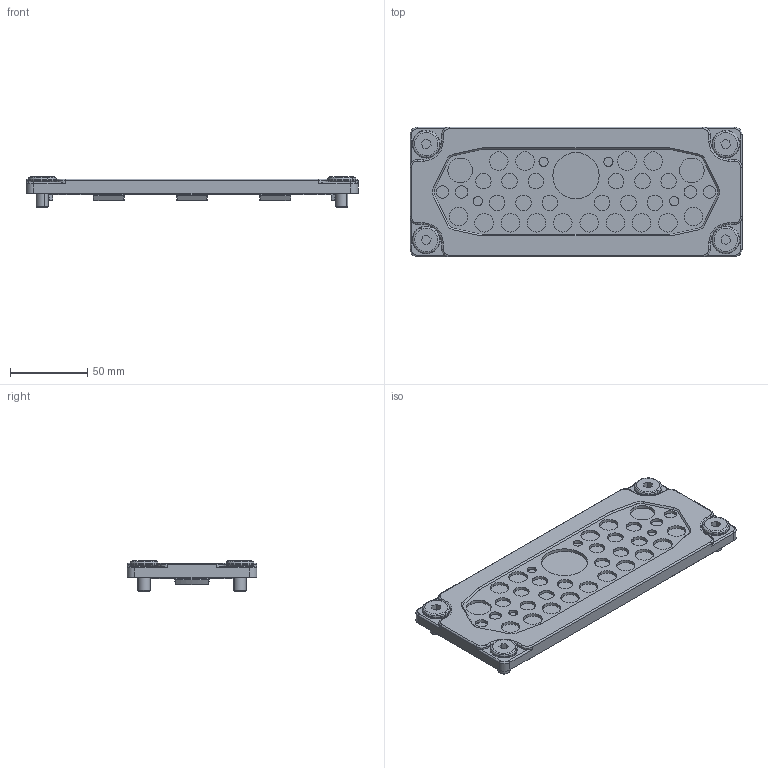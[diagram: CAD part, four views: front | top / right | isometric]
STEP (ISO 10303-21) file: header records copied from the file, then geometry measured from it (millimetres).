
FILE_DESCRIPTION((''),'2;1');
FILE_NAME('001338455_EH-TKC-36-S_ASM','2023-02-23T09:20:15',('klemen.sitar'),('Audax d.o.o.'),'CREO PARAMETRIC BY PTC INC, 2021304','CREO PARAMETRIC BY PTC INC, 2021304','');
FILE_SCHEMA(('AP242_MANAGED_MODEL_BASED_3D_ENGINEERING_MIM_LF { 1 0 10303 442 1 1 4 }'));
Length unit declared in the file: millimetre
Products named in the file (6): EH-TKC-36-S_1_2_3_4_5_6_7_1_1_1; EH-TKC-36-S_1_2_3_4_5_6_7_2_1_1; EH-TKC-36-S_1_2_3_4_5_6_7_3_1_1; EH-TKC-36-S_1_2_3_4_5_6_7_4_1_1; EH-TKC-36-S_1_2_3_4_5_6_7_5_1_1; 001338455_EH-TKC-36-S_ASM
Assembly tree (5 placements, depth 2):
  001338455_EH-TKC-36-S_ASM
    EH-TKC-36-S_1_2_3_4_5_6_7_1_1_1
    EH-TKC-36-S_1_2_3_4_5_6_7_2_1_1
    EH-TKC-36-S_1_2_3_4_5_6_7_3_1_1
    EH-TKC-36-S_1_2_3_4_5_6_7_4_1_1
    EH-TKC-36-S_1_2_3_4_5_6_7_5_1_1
Bounding box: 215 x 84 x 19.5 mm (x, y, z)
Volume: 114434.2 mm3; surface area: 56629.6 mm2
Topology: 5 solids, 5 shells, 660 faces, 1513 edges, 925 vertices
Faces by surface type: cylinder 306, plane 224, torus 70, sphere 32, cone 28
Entity records: 24857 total; most frequent: DIRECTION 3586, CARTESIAN_POINT 3266, ORIENTED_EDGE 2962, PRESENTATION_STYLE_ASSIGNMENT 1598, STYLED_ITEM 1598, CURVE_STYLE 1481, EDGE_CURVE 1481, AXIS2_PLACEMENT_3D 1466
